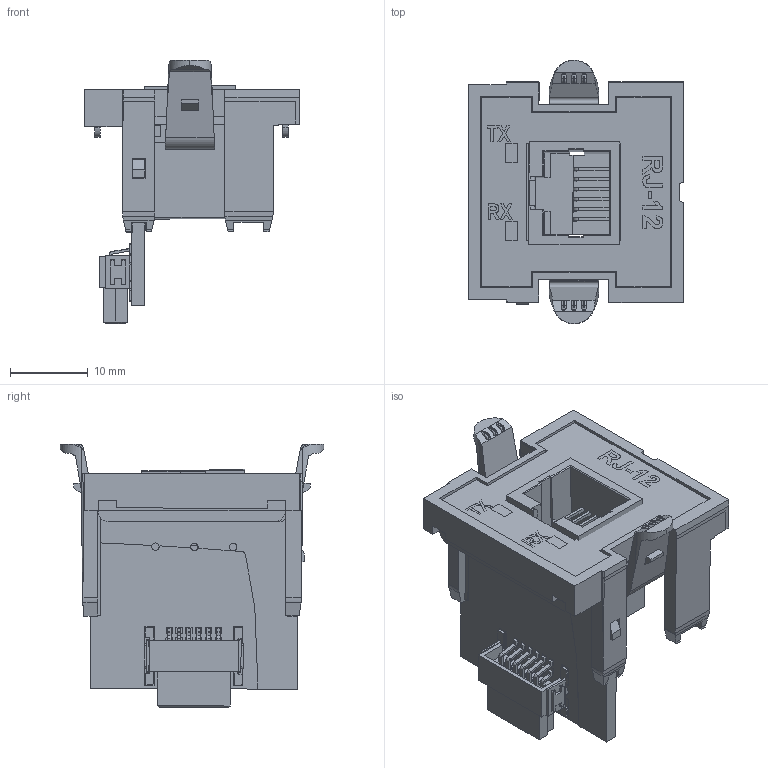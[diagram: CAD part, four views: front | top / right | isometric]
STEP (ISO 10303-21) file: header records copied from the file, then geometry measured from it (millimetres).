
FILE_DESCRIPTION (( 'STEP AP214' ), '1' );
FILE_NAME ('BX-P-SER2-RJ12.STEP', '2017-03-13T23:46:07', ( '' ), ( '' ), 'SwSTEP 2.0', 'SolidWorks 2016', '' );
FILE_SCHEMA (( 'AUTOMOTIVE_DESIGN' ));
Length unit declared in the file: millimetre
Products named in the file (1): BX-P-SER2-RJ12
Bounding box: 27.53 x 33.88 x 33.9 mm (x, y, z)
Volume: 4782.5 mm3; surface area: 8565.9 mm2
Topology: 45 solids, 45 shells, 1929 faces, 5208 edges, 3413 vertices
Faces by surface type: plane 1598, cylinder 271, bspline 40, torus 14, cone 6
Entity records: 83107 total; most frequent: CARTESIAN_POINT 13005, ORIENTED_EDGE 10416, DIRECTION 9309, EDGE_CURVE 5208, VECTOR 4479, LINE 4479, VERTEX_POINT 3413, AXIS2_PLACEMENT_3D 2415
